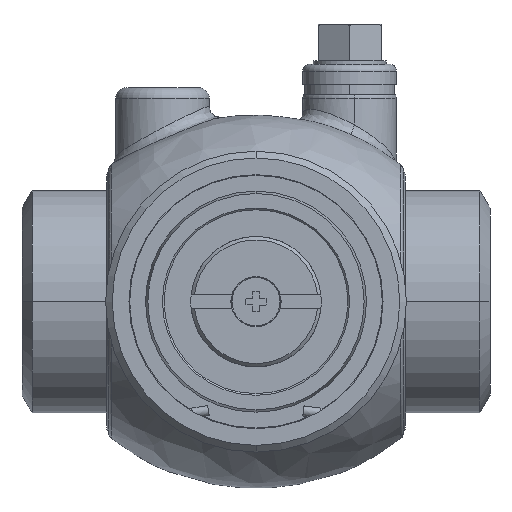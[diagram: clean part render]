
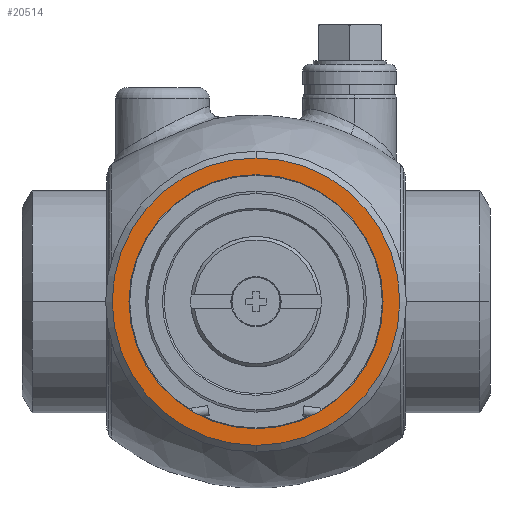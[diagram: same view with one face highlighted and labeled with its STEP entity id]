
A CAD part, front view. The second image highlights one B-rep face of the part: STEP entity #20514.
In plain terms, the highlighted planar face has unit normal (0, -1, 0).
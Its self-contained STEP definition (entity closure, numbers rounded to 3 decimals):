
#4046=CARTESIAN_POINT('',(71.5,-41.,0.));
#4047=DIRECTION('',(0.,-1.,0.));
#4048=DIRECTION('',(0.,0.,-1.));
#4049=AXIS2_PLACEMENT_3D('',#4046,#4047,#4048);
#4051=CARTESIAN_POINT('',(71.5,-41.,0.));
#4052=DIRECTION('',(0.,1.,0.));
#4053=DIRECTION('',(0.,0.,-1.));
#4054=AXIS2_PLACEMENT_3D('',#4051,#4052,#4053);
#4056=CARTESIAN_POINT('',(71.5,-41.,0.));
#4057=DIRECTION('',(0.,-1.,0.));
#4058=DIRECTION('',(1.,0.,0.));
#4059=AXIS2_PLACEMENT_3D('',#4056,#4057,#4058);
#4061=CARTESIAN_POINT('',(71.5,-41.,0.));
#4062=DIRECTION('',(0.,-1.,0.));
#4063=DIRECTION('',(-1.,0.,0.));
#4064=AXIS2_PLACEMENT_3D('',#4061,#4062,#4063);
#13514=CARTESIAN_POINT('',(71.5,-41.,-21.5));
#13516=VERTEX_POINT('',#13514);
#13518=CARTESIAN_POINT('',(71.5,-41.,21.5));
#13520=VERTEX_POINT('',#13518);
#13558=CARTESIAN_POINT('',(90.5,-41.,0.));
#13559=CARTESIAN_POINT('',(52.5,-41.,0.));
#13560=VERTEX_POINT('',#13558);
#13561=VERTEX_POINT('',#13559);
#20498=CARTESIAN_POINT('',(71.5,-41.,0.));
#20499=DIRECTION('',(0.,1.,0.));
#20500=DIRECTION('',(0.,0.,-1.));
#20501=AXIS2_PLACEMENT_3D('',#20498,#20499,#20500);
#20502=PLANE('',#20501);
#20504=ORIENTED_EDGE('',*,*,#20503,.F.);
#20506=ORIENTED_EDGE('',*,*,#20505,.T.);
#20507=EDGE_LOOP('',(#20504,#20506));
#20508=FACE_OUTER_BOUND('',#20507,.F.);
#20510=ORIENTED_EDGE('',*,*,#20509,.T.);
#20511=ORIENTED_EDGE('',*,*,#20488,.T.);
#20512=EDGE_LOOP('',(#20510,#20511));
#20513=FACE_BOUND('',#20512,.F.);
#20514=ADVANCED_FACE('',(#20508,#20513),#20502,.F.);
#4050=CIRCLE('',#4049,21.5);
#4055=CIRCLE('',#4054,21.5);
#4060=CIRCLE('',#4059,19.);
#4065=CIRCLE('',#4064,19.);
#20488=EDGE_CURVE('',#13561,#13560,#4065,.T.);
#20503=EDGE_CURVE('',#13516,#13520,#4050,.T.);
#20505=EDGE_CURVE('',#13516,#13520,#4055,.T.);
#20509=EDGE_CURVE('',#13560,#13561,#4060,.T.);
